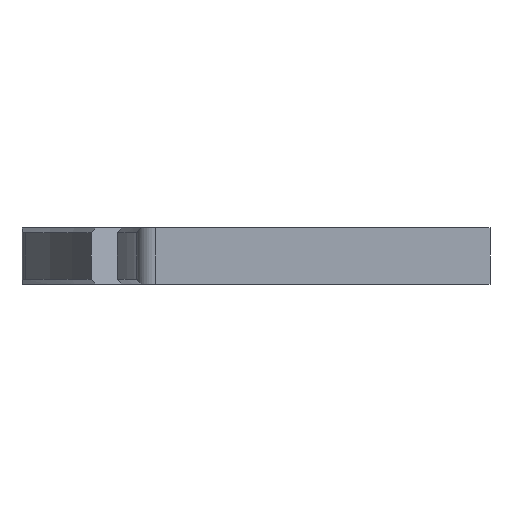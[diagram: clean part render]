
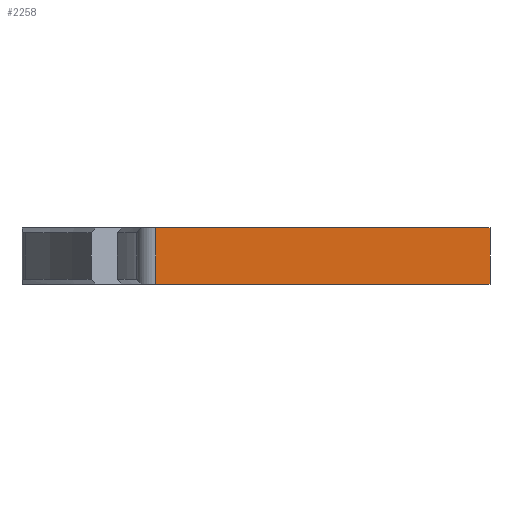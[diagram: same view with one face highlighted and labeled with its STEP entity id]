
A CAD part, front view. The second image highlights one B-rep face of the part: STEP entity #2258.
In plain terms, the highlighted planar face has unit normal (0, -1, 0).
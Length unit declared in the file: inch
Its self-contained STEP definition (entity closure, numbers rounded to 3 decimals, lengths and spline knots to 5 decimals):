
#81 = CARTESIAN_POINT ( 'NONE',  ( 6.5625, 0., -0.3735 ) ) ;
#133 = VECTOR ( 'NONE', #2716, 39.37008 ) ;
#166 = PLANE ( 'NONE',  #2173 ) ;
#283 = VECTOR ( 'NONE', #2027, 39.37008 ) ;
#371 = FACE_OUTER_BOUND ( 'NONE', #2674, .T. ) ;
#398 = EDGE_CURVE ( 'NONE', #1138, #529, #1446, .T. ) ;
#480 = LINE ( 'NONE', #81, #283 ) ;
#529 = VERTEX_POINT ( 'NONE', #2608 ) ;
#596 = CARTESIAN_POINT ( 'NONE',  ( 4.219, 0., 0. ) ) ;
#734 = EDGE_CURVE ( 'NONE', #1138, #1719, #2131, .T. ) ;
#738 = CARTESIAN_POINT ( 'NONE',  ( 6.5625, 0., -0.3735 ) ) ;
#800 = LINE ( 'NONE', #1634, #133 ) ;
#931 = EDGE_CURVE ( 'NONE', #2507, #1719, #480, .T. ) ;
#992 = DIRECTION ( 'NONE',  ( 1., 0., 0. ) ) ;
#1013 = CARTESIAN_POINT ( 'NONE',  ( 6.5625, 0., 0. ) ) ;
#1138 = VERTEX_POINT ( 'NONE', #1930 ) ;
#1228 = DIRECTION ( 'NONE',  ( 0., 0., -1. ) ) ;
#1446 = LINE ( 'NONE', #2319, #2160 ) ;
#1634 = CARTESIAN_POINT ( 'NONE',  ( 4.219, 0., -0.3735 ) ) ;
#1719 = VERTEX_POINT ( 'NONE', #1013 ) ;
#1840 = VECTOR ( 'NONE', #992, 39.37008 ) ;
#1930 = CARTESIAN_POINT ( 'NONE',  ( 4.3422, 0., 0. ) ) ;
#1993 = EDGE_CURVE ( 'NONE', #529, #2507, #800, .T. ) ;
#1996 = ORIENTED_EDGE ( 'NONE', *, *, #734, .F. ) ;
#2027 = DIRECTION ( 'NONE',  ( 0., 0., 1. ) ) ;
#2091 = ORIENTED_EDGE ( 'NONE', *, *, #1993, .T. ) ;
#2125 = ORIENTED_EDGE ( 'NONE', *, *, #931, .T. ) ;
#2131 = LINE ( 'NONE', #596, #1840 ) ;
#2160 = VECTOR ( 'NONE', #1228, 39.37008 ) ;
#2173 = AXIS2_PLACEMENT_3D ( 'NONE', #2763, #2262, #2471 ) ;
#2250 = ORIENTED_EDGE ( 'NONE', *, *, #398, .T. ) ;
#2258 = ADVANCED_FACE ( 'NONE', ( #371 ), #166, .T. ) ;
#2262 = DIRECTION ( 'NONE',  ( 0., -1., 0. ) ) ;
#2319 = CARTESIAN_POINT ( 'NONE',  ( 4.3422, 0., -0.3425 ) ) ;
#2471 = DIRECTION ( 'NONE',  ( 0., 0., -1. ) ) ;
#2507 = VERTEX_POINT ( 'NONE', #738 ) ;
#2608 = CARTESIAN_POINT ( 'NONE',  ( 4.3422, 0., -0.3735 ) ) ;
#2674 = EDGE_LOOP ( 'NONE', ( #1996, #2250, #2091, #2125 ) ) ;
#2716 = DIRECTION ( 'NONE',  ( 1., 0., 0. ) ) ;
#2763 = CARTESIAN_POINT ( 'NONE',  ( 4.219, 0., -0.3735 ) ) ;
